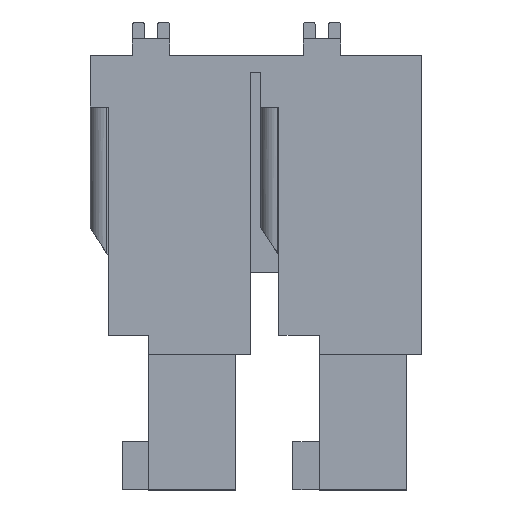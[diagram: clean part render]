
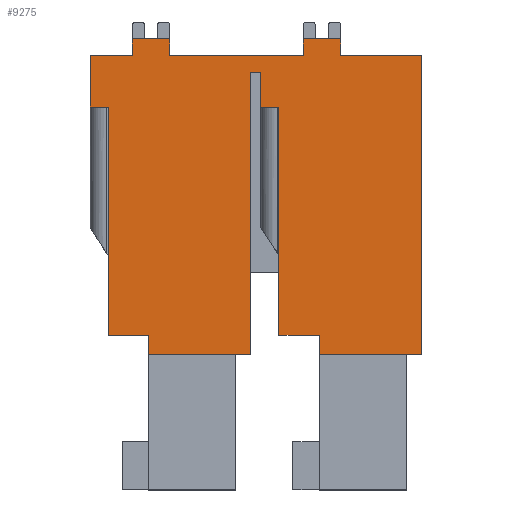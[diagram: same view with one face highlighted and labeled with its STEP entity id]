
A CAD part, top view. The second image highlights one B-rep face of the part: STEP entity #9275.
In plain terms, the highlighted planar face has unit normal (0, 0, 1).
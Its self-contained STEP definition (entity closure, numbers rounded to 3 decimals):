
#346=DIRECTION('',(0.,-1.,0.));
#347=VECTOR('',#346,0.816);
#348=CARTESIAN_POINT('',(2.3,11.366,3.85));
#349=LINE('',#348,#347);
#353=DIRECTION('',(1.,0.,0.));
#354=VECTOR('',#353,1.828);
#355=CARTESIAN_POINT('',(2.3,11.366,3.85));
#356=LINE('',#355,#354);
#360=DIRECTION('',(0.,1.,0.));
#361=VECTOR('',#360,0.816);
#362=CARTESIAN_POINT('',(4.128,10.55,3.85));
#363=LINE('',#362,#361);
#367=DIRECTION('',(-1.,0.,0.));
#368=VECTOR('',#367,3.922);
#369=CARTESIAN_POINT('',(8.05,10.55,3.85));
#370=LINE('',#369,#368);
#374=DIRECTION('',(0.,1.,0.));
#375=VECTOR('',#374,14.516);
#376=CARTESIAN_POINT('',(8.05,-3.966,3.85));
#377=LINE('',#376,#375);
#381=DIRECTION('',(0.,-1.,0.));
#382=VECTOR('',#381,0.927);
#383=CARTESIAN_POINT('',(3.085,-3.039,3.85));
#384=LINE('',#383,#382);
#388=DIRECTION('',(1.,0.,0.));
#389=VECTOR('',#388,1.96);
#390=CARTESIAN_POINT('',(1.124,-3.039,3.85));
#391=LINE('',#390,#389);
#395=DIRECTION('',(1.,0.,0.));
#396=VECTOR('',#395,0.874);
#397=CARTESIAN_POINT('',(0.25,8.05,3.85));
#398=LINE('',#397,#396);
#402=DIRECTION('',(0.,-1.,0.));
#403=VECTOR('',#402,1.7);
#404=CARTESIAN_POINT('',(0.25,9.75,3.85));
#405=LINE('',#404,#403);
#409=DIRECTION('',(1.,0.,0.));
#410=VECTOR('',#409,0.5);
#411=CARTESIAN_POINT('',(-0.25,9.75,3.85));
#412=LINE('',#411,#410);
#416=DIRECTION('',(0.,1.,0.));
#417=VECTOR('',#416,13.716);
#418=CARTESIAN_POINT('',(-0.25,-3.966,3.85));
#419=LINE('',#418,#417);
#423=DIRECTION('',(0.,-1.,0.));
#424=VECTOR('',#423,0.927);
#425=CARTESIAN_POINT('',(-5.215,-3.039,3.85));
#426=LINE('',#425,#424);
#430=DIRECTION('',(1.,0.,0.));
#431=VECTOR('',#430,1.96);
#432=CARTESIAN_POINT('',(-7.176,-3.039,3.85));
#433=LINE('',#432,#431);
#437=DIRECTION('',(1.,0.,0.));
#438=VECTOR('',#437,0.874);
#439=CARTESIAN_POINT('',(-8.05,8.05,3.85));
#440=LINE('',#439,#438);
#444=DIRECTION('',(0.,-1.,0.));
#445=VECTOR('',#444,2.5);
#446=CARTESIAN_POINT('',(-8.05,10.55,3.85));
#447=LINE('',#446,#445);
#451=DIRECTION('',(-1.,0.,0.));
#452=VECTOR('',#451,2.05);
#453=CARTESIAN_POINT('',(-6.,10.55,3.85));
#454=LINE('',#453,#452);
#458=DIRECTION('',(0.,-1.,0.));
#459=VECTOR('',#458,0.816);
#460=CARTESIAN_POINT('',(-6.,11.366,3.85));
#461=LINE('',#460,#459);
#465=DIRECTION('',(1.,0.,0.));
#466=VECTOR('',#465,1.828);
#467=CARTESIAN_POINT('',(-6.,11.366,3.85));
#468=LINE('',#467,#466);
#472=DIRECTION('',(0.,1.,0.));
#473=VECTOR('',#472,0.816);
#474=CARTESIAN_POINT('',(-4.172,10.55,3.85));
#475=LINE('',#474,#473);
#511=DIRECTION('',(-1.,0.,0.));
#512=VECTOR('',#511,6.472);
#513=CARTESIAN_POINT('',(2.3,10.55,3.85));
#514=LINE('',#513,#512);
#2095=DIRECTION('',(0.,-1.,0.));
#2096=VECTOR('',#2095,11.089);
#2097=CARTESIAN_POINT('',(-7.176,8.05,3.85));
#2098=LINE('',#2097,#2096);
#2791=DIRECTION('',(1.,0.,0.));
#2792=VECTOR('',#2791,4.965);
#2793=CARTESIAN_POINT('',(-5.215,-3.966,3.85));
#2794=LINE('',#2793,#2792);
#4513=DIRECTION('',(1.,0.,0.));
#4514=VECTOR('',#4513,4.965);
#4515=CARTESIAN_POINT('',(3.085,-3.966,3.85));
#4516=LINE('',#4515,#4514);
#5565=DIRECTION('',(0.,-1.,0.));
#5566=VECTOR('',#5565,11.089);
#5567=CARTESIAN_POINT('',(1.124,8.05,3.85));
#5568=LINE('',#5567,#5566);
#7607=CARTESIAN_POINT('',(-7.176,-3.039,3.85));
#7608=CARTESIAN_POINT('',(-5.215,-3.039,3.85));
#7609=VERTEX_POINT('',#7607);
#7610=VERTEX_POINT('',#7608);
#7611=CARTESIAN_POINT('',(-6.,10.55,3.85));
#7612=CARTESIAN_POINT('',(-8.05,10.55,3.85));
#7613=VERTEX_POINT('',#7611);
#7614=VERTEX_POINT('',#7612);
#7619=CARTESIAN_POINT('',(-0.25,-3.966,3.85));
#7620=VERTEX_POINT('',#7619);
#7645=CARTESIAN_POINT('',(-4.172,10.55,3.85));
#7646=VERTEX_POINT('',#7645);
#7663=CARTESIAN_POINT('',(-5.215,-3.966,3.85));
#7665=VERTEX_POINT('',#7663);
#7667=CARTESIAN_POINT('',(-8.05,8.05,3.85));
#7668=VERTEX_POINT('',#7667);
#7669=CARTESIAN_POINT('',(-7.176,8.05,3.85));
#7670=VERTEX_POINT('',#7669);
#7695=CARTESIAN_POINT('',(-4.172,11.366,3.85));
#7696=VERTEX_POINT('',#7695);
#7697=CARTESIAN_POINT('',(-6.,11.366,3.85));
#7698=VERTEX_POINT('',#7697);
#7949=CARTESIAN_POINT('',(8.05,10.55,3.85));
#7950=CARTESIAN_POINT('',(4.128,10.55,3.85));
#7951=VERTEX_POINT('',#7949);
#7952=VERTEX_POINT('',#7950);
#7969=CARTESIAN_POINT('',(2.3,10.55,3.85));
#7970=VERTEX_POINT('',#7969);
#7995=CARTESIAN_POINT('',(4.128,11.366,3.85));
#7996=VERTEX_POINT('',#7995);
#7997=CARTESIAN_POINT('',(2.3,11.366,3.85));
#7998=VERTEX_POINT('',#7997);
#8097=CARTESIAN_POINT('',(0.25,8.05,3.85));
#8098=CARTESIAN_POINT('',(1.124,8.05,3.85));
#8099=VERTEX_POINT('',#8097);
#8100=VERTEX_POINT('',#8098);
#8230=CARTESIAN_POINT('',(-0.25,9.75,3.85));
#8232=VERTEX_POINT('',#8230);
#8233=CARTESIAN_POINT('',(0.25,9.75,3.85));
#8235=VERTEX_POINT('',#8233);
#8843=CARTESIAN_POINT('',(1.124,-3.039,3.85));
#8844=CARTESIAN_POINT('',(3.085,-3.039,3.85));
#8845=VERTEX_POINT('',#8843);
#8846=VERTEX_POINT('',#8844);
#8849=CARTESIAN_POINT('',(8.05,-3.966,3.85));
#8850=VERTEX_POINT('',#8849);
#8851=CARTESIAN_POINT('',(3.085,-3.966,3.85));
#8853=VERTEX_POINT('',#8851);
#9223=CARTESIAN_POINT('',(0.,0.,3.85));
#9224=DIRECTION('',(0.,0.,1.));
#9225=DIRECTION('',(1.,0.,0.));
#9226=AXIS2_PLACEMENT_3D('',#9223,#9224,#9225);
#9227=PLANE('',#9226);
#9229=ORIENTED_EDGE('',*,*,#9228,.F.);
#9231=ORIENTED_EDGE('',*,*,#9230,.F.);
#9233=ORIENTED_EDGE('',*,*,#9232,.T.);
#9235=ORIENTED_EDGE('',*,*,#9234,.F.);
#9237=ORIENTED_EDGE('',*,*,#9236,.F.);
#9239=ORIENTED_EDGE('',*,*,#9238,.F.);
#9241=ORIENTED_EDGE('',*,*,#9240,.F.);
#9243=ORIENTED_EDGE('',*,*,#9242,.F.);
#9245=ORIENTED_EDGE('',*,*,#9244,.F.);
#9247=ORIENTED_EDGE('',*,*,#9246,.F.);
#9248=ORIENTED_EDGE('',*,*,#8987,.F.);
#9250=ORIENTED_EDGE('',*,*,#9249,.F.);
#9251=ORIENTED_EDGE('',*,*,#9214,.F.);
#9252=ORIENTED_EDGE('',*,*,#9081,.F.);
#9254=ORIENTED_EDGE('',*,*,#9253,.F.);
#9256=ORIENTED_EDGE('',*,*,#9255,.F.);
#9258=ORIENTED_EDGE('',*,*,#9257,.F.);
#9260=ORIENTED_EDGE('',*,*,#9259,.F.);
#9262=ORIENTED_EDGE('',*,*,#9261,.F.);
#9264=ORIENTED_EDGE('',*,*,#9263,.F.);
#9266=ORIENTED_EDGE('',*,*,#9265,.F.);
#9268=ORIENTED_EDGE('',*,*,#9267,.F.);
#9270=ORIENTED_EDGE('',*,*,#9269,.T.);
#9272=ORIENTED_EDGE('',*,*,#9271,.F.);
#9273=EDGE_LOOP('',(#9229,#9231,#9233,#9235,#9237,#9239,#9241,#9243,#9245,#9247,
#9248,#9250,#9251,#9252,#9254,#9256,#9258,#9260,#9262,#9264,#9266,#9268,#9270,
#9272));
#9274=FACE_OUTER_BOUND('',#9273,.F.);
#8987=EDGE_CURVE('',#8099,#8100,#398,.T.);
#9081=EDGE_CURVE('',#7620,#8232,#419,.T.);
#9214=EDGE_CURVE('',#8232,#8235,#412,.T.);
#9228=EDGE_CURVE('',#7970,#7646,#514,.T.);
#9230=EDGE_CURVE('',#7998,#7970,#349,.T.);
#9232=EDGE_CURVE('',#7998,#7996,#356,.T.);
#9234=EDGE_CURVE('',#7952,#7996,#363,.T.);
#9236=EDGE_CURVE('',#7951,#7952,#370,.T.);
#9238=EDGE_CURVE('',#8850,#7951,#377,.T.);
#9240=EDGE_CURVE('',#8853,#8850,#4516,.T.);
#9242=EDGE_CURVE('',#8846,#8853,#384,.T.);
#9244=EDGE_CURVE('',#8845,#8846,#391,.T.);
#9246=EDGE_CURVE('',#8100,#8845,#5568,.T.);
#9249=EDGE_CURVE('',#8235,#8099,#405,.T.);
#9253=EDGE_CURVE('',#7665,#7620,#2794,.T.);
#9255=EDGE_CURVE('',#7610,#7665,#426,.T.);
#9257=EDGE_CURVE('',#7609,#7610,#433,.T.);
#9259=EDGE_CURVE('',#7670,#7609,#2098,.T.);
#9261=EDGE_CURVE('',#7668,#7670,#440,.T.);
#9263=EDGE_CURVE('',#7614,#7668,#447,.T.);
#9265=EDGE_CURVE('',#7613,#7614,#454,.T.);
#9267=EDGE_CURVE('',#7698,#7613,#461,.T.);
#9269=EDGE_CURVE('',#7698,#7696,#468,.T.);
#9271=EDGE_CURVE('',#7646,#7696,#475,.T.);
#9275=ADVANCED_FACE('',(#9274),#9227,.T.);
